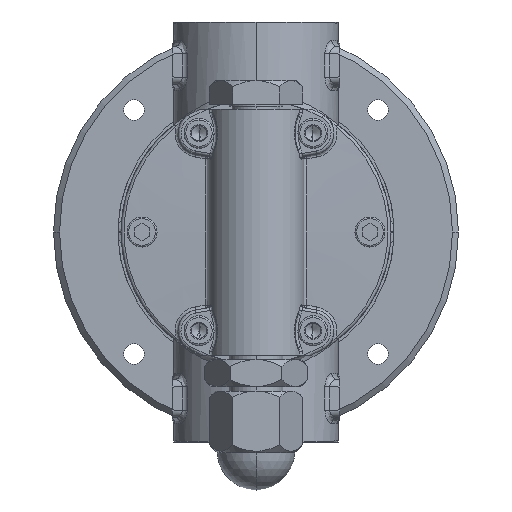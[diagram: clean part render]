
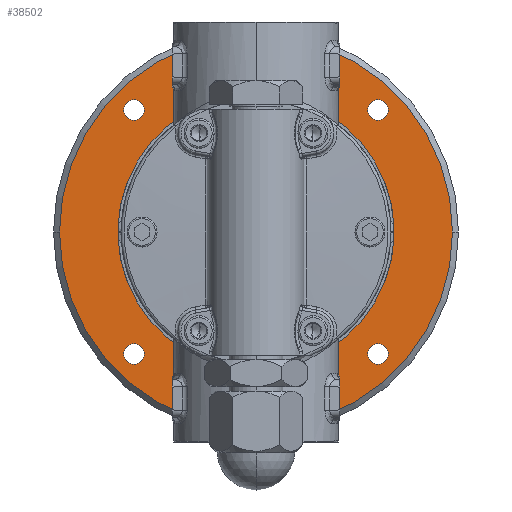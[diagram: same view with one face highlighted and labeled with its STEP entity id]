
A CAD part, left-side view. The second image highlights one B-rep face of the part: STEP entity #38502.
In plain terms, the highlighted planar face has unit normal (-1, 0, 0).
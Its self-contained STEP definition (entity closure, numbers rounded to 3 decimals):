
#15893=CARTESIAN_POINT('',(94.,0.,0.));
#15894=DIRECTION('',(1.,0.,0.));
#15895=DIRECTION('',(0.,1.,0.));
#15896=AXIS2_PLACEMENT_3D('',#15893,#15894,#15895);
#15898=CARTESIAN_POINT('',(94.,0.,0.));
#15899=DIRECTION('',(1.,0.,0.));
#15900=DIRECTION('',(0.,-1.,0.));
#15901=AXIS2_PLACEMENT_3D('',#15898,#15899,#15900);
#15903=CARTESIAN_POINT('',(94.,0.,0.));
#15904=DIRECTION('',(-1.,0.,0.));
#15905=DIRECTION('',(0.,-1.,0.));
#15906=AXIS2_PLACEMENT_3D('',#15903,#15904,#15905);
#15908=CARTESIAN_POINT('',(94.,0.,0.));
#15909=DIRECTION('',(1.,0.,0.));
#15910=DIRECTION('',(0.,-1.,0.));
#15911=AXIS2_PLACEMENT_3D('',#15908,#15909,#15910);
#15913=CARTESIAN_POINT('',(94.,40.659,-40.659));
#15914=DIRECTION('',(1.,0.,0.));
#15915=DIRECTION('',(0.,1.,0.));
#15916=AXIS2_PLACEMENT_3D('',#15913,#15914,#15915);
#15918=CARTESIAN_POINT('',(94.,40.659,-40.659));
#15919=DIRECTION('',(1.,0.,0.));
#15920=DIRECTION('',(0.,-1.,0.));
#15921=AXIS2_PLACEMENT_3D('',#15918,#15919,#15920);
#15923=CARTESIAN_POINT('',(94.,40.659,40.659));
#15924=DIRECTION('',(1.,0.,0.));
#15925=DIRECTION('',(0.,0.,1.));
#15926=AXIS2_PLACEMENT_3D('',#15923,#15924,#15925);
#15928=CARTESIAN_POINT('',(94.,40.659,40.659));
#15929=DIRECTION('',(1.,0.,0.));
#15930=DIRECTION('',(0.,0.,-1.));
#15931=AXIS2_PLACEMENT_3D('',#15928,#15929,#15930);
#15933=CARTESIAN_POINT('',(94.,-40.659,40.659));
#15934=DIRECTION('',(1.,0.,0.));
#15935=DIRECTION('',(0.,-1.,0.));
#15936=AXIS2_PLACEMENT_3D('',#15933,#15934,#15935);
#15938=CARTESIAN_POINT('',(94.,-40.659,40.659));
#15939=DIRECTION('',(1.,0.,0.));
#15940=DIRECTION('',(0.,1.,0.));
#15941=AXIS2_PLACEMENT_3D('',#15938,#15939,#15940);
#15943=CARTESIAN_POINT('',(94.,-40.659,-40.659));
#15944=DIRECTION('',(1.,0.,0.));
#15945=DIRECTION('',(0.,0.,-1.));
#15946=AXIS2_PLACEMENT_3D('',#15943,#15944,#15945);
#15948=CARTESIAN_POINT('',(94.,-40.659,-40.659));
#15949=DIRECTION('',(1.,0.,0.));
#15950=DIRECTION('',(0.,0.,1.));
#15951=AXIS2_PLACEMENT_3D('',#15948,#15949,#15950);
#17284=CARTESIAN_POINT('',(94.,-46.,0.));
#17285=CARTESIAN_POINT('',(94.,46.,0.));
#17286=VERTEX_POINT('',#17284);
#17287=VERTEX_POINT('',#17285);
#17316=CARTESIAN_POINT('',(94.,65.5,0.));
#17317=CARTESIAN_POINT('',(94.,-65.5,0.));
#17318=VERTEX_POINT('',#17316);
#17319=VERTEX_POINT('',#17317);
#18603=CARTESIAN_POINT('',(94.,44.059,-40.659));
#18604=CARTESIAN_POINT('',(94.,37.259,-40.659));
#18605=VERTEX_POINT('',#18603);
#18606=VERTEX_POINT('',#18604);
#18611=CARTESIAN_POINT('',(94.,40.659,44.059));
#18612=CARTESIAN_POINT('',(94.,40.659,37.259));
#18613=VERTEX_POINT('',#18611);
#18614=VERTEX_POINT('',#18612);
#18619=CARTESIAN_POINT('',(94.,-44.059,40.659));
#18620=CARTESIAN_POINT('',(94.,-37.259,40.659));
#18621=VERTEX_POINT('',#18619);
#18622=VERTEX_POINT('',#18620);
#18627=CARTESIAN_POINT('',(94.,-40.659,-44.059));
#18628=CARTESIAN_POINT('',(94.,-40.659,-37.259));
#18629=VERTEX_POINT('',#18627);
#18630=VERTEX_POINT('',#18628);
#38463=CARTESIAN_POINT('',(94.,0.,0.));
#38464=DIRECTION('',(-1.,0.,0.));
#38465=DIRECTION('',(0.,-1.,0.));
#38466=AXIS2_PLACEMENT_3D('',#38463,#38464,#38465);
#38467=PLANE('',#38466);
#38469=ORIENTED_EDGE('',*,*,#38468,.T.);
#38471=ORIENTED_EDGE('',*,*,#38470,.T.);
#38472=EDGE_LOOP('',(#38469,#38471));
#38473=FACE_OUTER_BOUND('',#38472,.F.);
#38474=ORIENTED_EDGE('',*,*,#27230,.T.);
#38475=ORIENTED_EDGE('',*,*,#27181,.F.);
#38476=EDGE_LOOP('',(#38474,#38475));
#38477=FACE_BOUND('',#38476,.F.);
#38479=ORIENTED_EDGE('',*,*,#38478,.F.);
#38481=ORIENTED_EDGE('',*,*,#38480,.F.);
#38482=EDGE_LOOP('',(#38479,#38481));
#38483=FACE_BOUND('',#38482,.F.);
#38485=ORIENTED_EDGE('',*,*,#38484,.F.);
#38487=ORIENTED_EDGE('',*,*,#38486,.F.);
#38488=EDGE_LOOP('',(#38485,#38487));
#38489=FACE_BOUND('',#38488,.F.);
#38491=ORIENTED_EDGE('',*,*,#38490,.F.);
#38493=ORIENTED_EDGE('',*,*,#38492,.F.);
#38494=EDGE_LOOP('',(#38491,#38493));
#38495=FACE_BOUND('',#38494,.F.);
#38497=ORIENTED_EDGE('',*,*,#38496,.F.);
#38499=ORIENTED_EDGE('',*,*,#38498,.F.);
#38500=EDGE_LOOP('',(#38497,#38499));
#38501=FACE_BOUND('',#38500,.F.);
#38502=ADVANCED_FACE('',(#38473,#38477,#38483,#38489,#38495,#38501),#38467,.T.);
#15897=CIRCLE('',#15896,65.5);
#15902=CIRCLE('',#15901,65.5);
#15907=CIRCLE('',#15906,46.);
#15912=CIRCLE('',#15911,46.);
#15917=CIRCLE('',#15916,3.4);
#15922=CIRCLE('',#15921,3.4);
#15927=CIRCLE('',#15926,3.4);
#15932=CIRCLE('',#15931,3.4);
#15937=CIRCLE('',#15936,3.4);
#15942=CIRCLE('',#15941,3.4);
#15947=CIRCLE('',#15946,3.4);
#15952=CIRCLE('',#15951,3.4);
#27181=EDGE_CURVE('',#17286,#17287,#15912,.T.);
#27230=EDGE_CURVE('',#17286,#17287,#15907,.T.);
#38468=EDGE_CURVE('',#17318,#17319,#15897,.T.);
#38470=EDGE_CURVE('',#17319,#17318,#15902,.T.);
#38478=EDGE_CURVE('',#18605,#18606,#15917,.T.);
#38480=EDGE_CURVE('',#18606,#18605,#15922,.T.);
#38484=EDGE_CURVE('',#18613,#18614,#15927,.T.);
#38486=EDGE_CURVE('',#18614,#18613,#15932,.T.);
#38490=EDGE_CURVE('',#18621,#18622,#15937,.T.);
#38492=EDGE_CURVE('',#18622,#18621,#15942,.T.);
#38496=EDGE_CURVE('',#18629,#18630,#15947,.T.);
#38498=EDGE_CURVE('',#18630,#18629,#15952,.T.);
